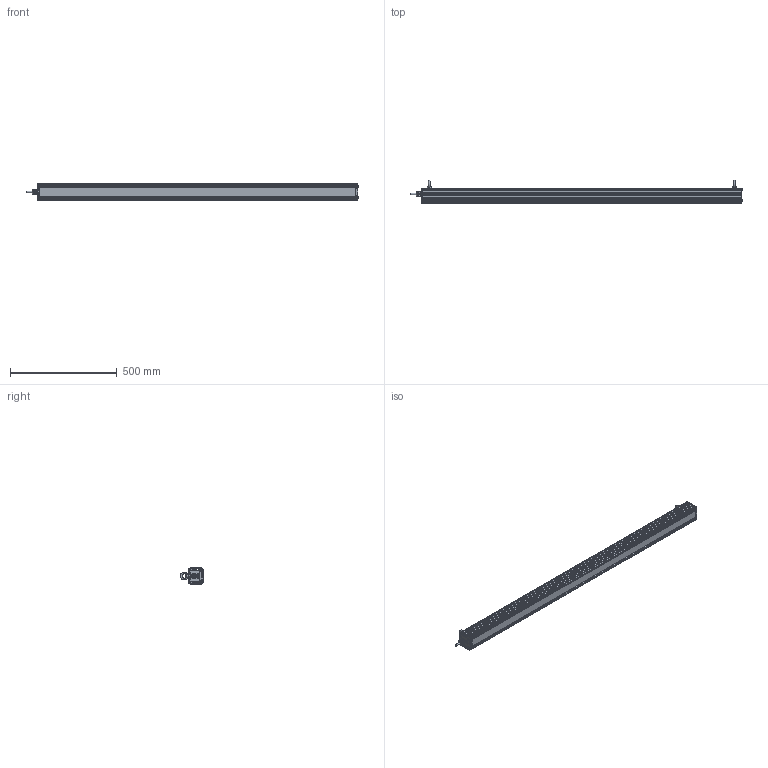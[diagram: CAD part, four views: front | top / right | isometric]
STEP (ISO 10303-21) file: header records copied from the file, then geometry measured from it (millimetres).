
FILE_DESCRIPTION(('STEP AP214'), '1');
FILE_NAME('001.0065.02.1000 - ÃÑÏ Ôàâîðèò 100', '2023-09-28T11:13:35', ('Ëóêîíèí'), ('ÎÊÁ Ñâîé Ñòèëü'), 'C3D Converter', 'C3D Toolkit', '');
FILE_SCHEMA(('AUTOMOTIVE_DESIGN { 1 0 10303 214 3 1 1}'));
Length unit declared in the file: millimetre
Products named in the file (33): 001.0065.02.1000 СБ; 001.0065.02.000
Assembly tree (351 placements, depth 3):
  001.0065.02.1000 СБ
    001.0065.02.000  x2
      (unnamed)
      (unnamed)
    (unnamed)
    (unnamed)
    (unnamed)  x4
    (unnamed)  x4
    (unnamed)
    (unnamed)
    (unnamed)
    (unnamed)
    (unnamed)
      (unnamed)
    (unnamed)
      (unnamed)  x4
      (unnamed)
      (unnamed)
      (unnamed)
      (unnamed)
      (unnamed)
      (unnamed)  x12
      (unnamed)  x12
    (unnamed)  x20
    (unnamed)  x5
    (unnamed)  x5
    (unnamed)  x5
    (unnamed)  x5
    (unnamed)  x5
    (unnamed)  x60
    (unnamed)  x60
    (unnamed)  x16
    (unnamed)  x4
    (unnamed)  x4
    (unnamed)  x4
    (unnamed)  x4
    (unnamed)  x4
    (unnamed)  x48
    (unnamed)  x48
Bounding box: 1557 x 109.17 x 75.06 mm (x, y, z)
Volume: 1923114 mm3; surface area: 1789262.2 mm2
Topology: 350 solids, 350 shells, 4130 faces, 10371 edges, 6991 vertices
Faces by surface type: plane 3071, cylinder 861, cone 100, bspline 45, sphere 40, torus 13
Full cylindrical faces by diameter (mm): 1 x40, 1.522 x40, 3.2 x40, 3.5 x40, 4 x8, 6 x2, 8 x8, 12 x1, 12.5 x1, 16 x1, 18.5 x3, 20 x1, 23.5 x1
Entity records: 92355 total; most frequent: CARTESIAN_POINT 38018, ORIENTED_EDGE 8272, DIRECTION 7974, EDGE_CURVE 4136, VERTEX_POINT 2844, AXIS2_PLACEMENT_3D 2785, LINE 2404, VECTOR 2404
